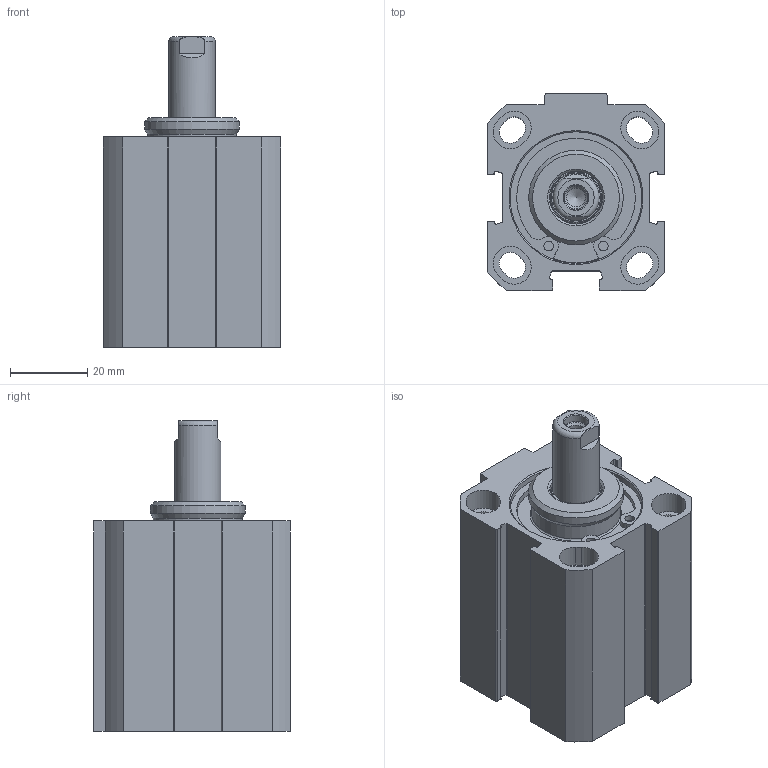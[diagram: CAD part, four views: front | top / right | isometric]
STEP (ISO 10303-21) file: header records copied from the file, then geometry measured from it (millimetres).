
FILE_DESCRIPTION((''),'2;1');
FILE_NAME('FSEM032.015.GS.F.stp','2014-07-01T11:46:27',('carlo.corazza'),(''),'Autodesk Inventor 2012','Autodesk Inventor 2012','');
FILE_SCHEMA(('AUTOMOTIVE_DESIGN { 1 0 10303 214 1 1 1 1 }'));
Length unit declared in the file: millimetre
Products named in the file (5): FSEM032..GS.F; CORPO-015; TA; TP; STELO-015
Assembly tree (4 placements, depth 2):
  FSEM032..GS.F
    CORPO-015
    TA
    TP
    STELO-015
Bounding box: 46 x 51 x 80.5 mm (x, y, z)
Volume: 65484.6 mm3; surface area: 33686.5 mm2
Topology: 4 solids, 4 shells, 237 faces, 572 edges, 366 vertices
Faces by surface type: plane 101, cylinder 93, cone 32, torus 11
Full cylindrical faces by diameter (mm): 1.6 x2, 2.5 x4, 4.917 x2, 6.25 x1, 8.566 x2, 12 x1, 12.54 x1, 13.7 x1, 14 x1, 16.32 x1, 16.5 x1, 23 x2, 24.5 x1, 32 x1, 33.7 x4, 34.1 x2, 35.8 x2
Entity records: 6978 total; most frequent: CARTESIAN_POINT 1208, DIRECTION 1200, ORIENTED_EDGE 974, EDGE_CURVE 487, AXIS2_PLACEMENT_3D 473, VERTEX_POINT 353, EDGE_LOOP 348, VECTOR 254
